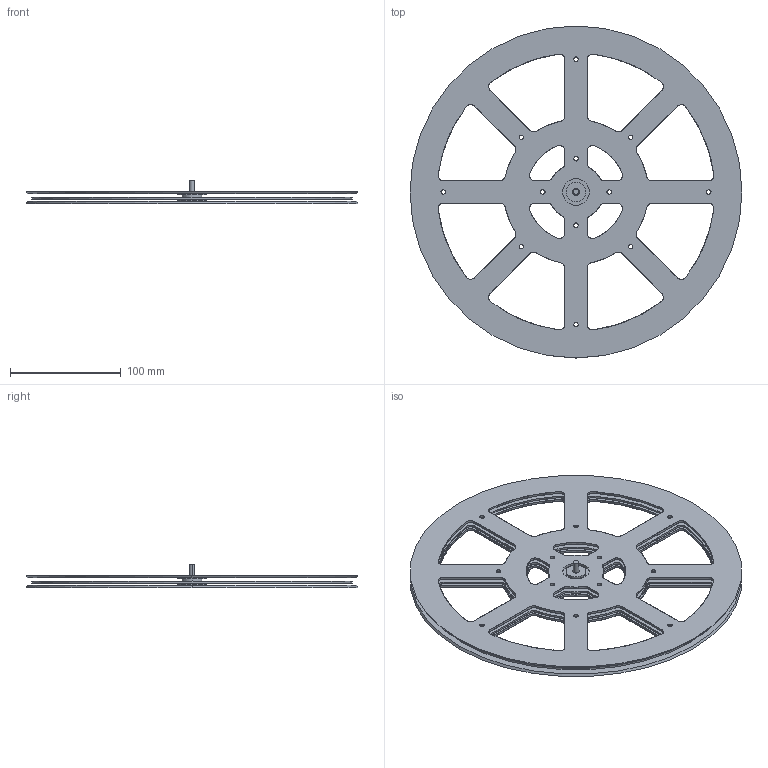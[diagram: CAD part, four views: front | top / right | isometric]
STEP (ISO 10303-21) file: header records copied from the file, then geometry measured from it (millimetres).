
FILE_DESCRIPTION (( 'STEP AP214' ), '1' );
FILE_NAME ('0018823.step', '2022-01-28T09:51:20', ( '' ), ( '' ), 'SwSTEP 2.0', 'SolidWorks 2020', '' );
FILE_SCHEMA (( 'AUTOMOTIVE_DESIGN' ));
Products named in the file (1): 0018823
Bounding box: 300 x 300 x 20.8 mm (x, y, z)
Topology: 0 solids, 114 shells, 203 faces, 1489 edges, 1080 vertices
Faces by surface type: cylinder 102, bspline 72, plane 25, cone 4
Entity records: 100557 total; most frequent: CARTESIAN_POINT 94180, ORIENTED_EDGE 1131, DIRECTION 986, EDGE_CURVE 953, VERTEX_POINT 768, AXIS2_PLACEMENT_3D 422, EDGE_LOOP 364, B_SPLINE_CURVE_WITH_KNOTS 341
